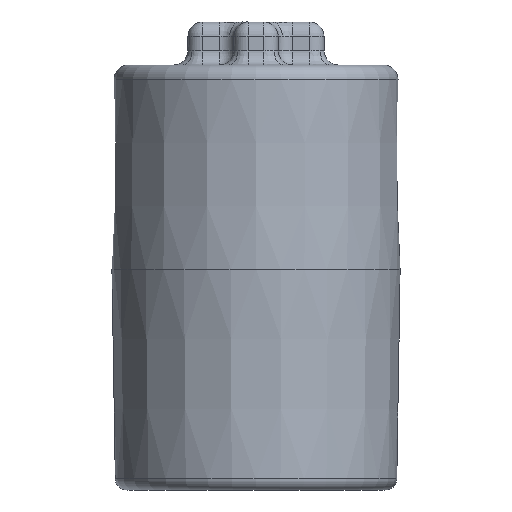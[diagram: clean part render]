
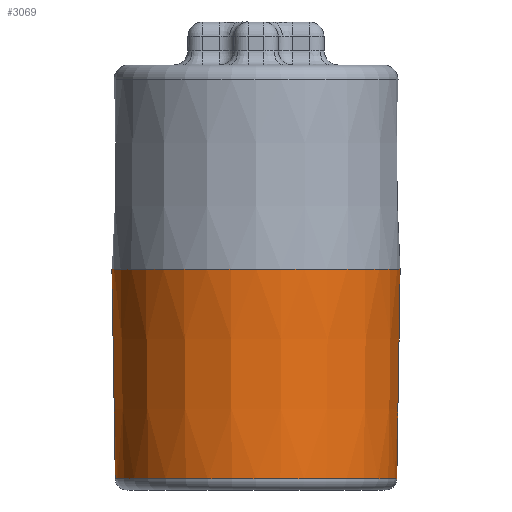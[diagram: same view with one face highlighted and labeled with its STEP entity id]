
A CAD part, left-side view. The second image highlights one B-rep face of the part: STEP entity #3069.
In plain terms, the highlighted conical face has half-angle 0.921 degrees and reference radius 2.427 mm.
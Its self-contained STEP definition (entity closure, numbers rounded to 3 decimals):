
#346=FACE_OUTER_BOUND('',#552,.T.);
#552=EDGE_LOOP('',(#2209,#2210,#2211,#2212,#2213,#2214,#2215,#2216,#2217));
#738=LINE('',#5385,#916);
#739=LINE('',#5388,#917);
#740=LINE('',#5389,#918);
#916=VECTOR('',#3994,10.);
#917=VECTOR('',#3997,10.);
#918=VECTOR('',#3998,2.427);
#1153=CIRCLE('',#3380,2.45);
#1156=CIRCLE('',#3384,2.509);
#1157=CIRCLE('',#3385,2.509);
#1158=CIRCLE('',#3386,2.509);
#1159=CIRCLE('',#3388,2.493);
#1412=VERTEX_POINT('',#5365);
#1415=VERTEX_POINT('',#5373);
#1416=VERTEX_POINT('',#5375);
#1417=VERTEX_POINT('',#5377);
#1418=VERTEX_POINT('',#5380);
#1419=VERTEX_POINT('',#5384);
#1420=VERTEX_POINT('',#5386);
#1701=EDGE_CURVE('',#1412,#1412,#1153,.T.);
#1705=EDGE_CURVE('',#1415,#1416,#1156,.T.);
#1706=EDGE_CURVE('',#1416,#1417,#1157,.T.);
#1708=EDGE_CURVE('',#1417,#1418,#1158,.T.);
#1710=EDGE_CURVE('',#1419,#1415,#738,.T.);
#1711=EDGE_CURVE('',#1420,#1419,#1159,.T.);
#1712=EDGE_CURVE('',#1418,#1420,#739,.T.);
#1713=EDGE_CURVE('',#1416,#1412,#740,.T.);
#2209=ORIENTED_EDGE('',*,*,#1705,.F.);
#2210=ORIENTED_EDGE('',*,*,#1710,.F.);
#2211=ORIENTED_EDGE('',*,*,#1711,.F.);
#2212=ORIENTED_EDGE('',*,*,#1712,.F.);
#2213=ORIENTED_EDGE('',*,*,#1708,.F.);
#2214=ORIENTED_EDGE('',*,*,#1706,.F.);
#2215=ORIENTED_EDGE('',*,*,#1713,.T.);
#2216=ORIENTED_EDGE('',*,*,#1701,.T.);
#2217=ORIENTED_EDGE('',*,*,#1713,.F.);
#3037=CONICAL_SURFACE('',#3387,2.427,0.016);
#3069=ADVANCED_FACE('',(#346),#3037,.T.);
#3380=AXIS2_PLACEMENT_3D('',#5367,#3975,#3976);
#3384=AXIS2_PLACEMENT_3D('',#5376,#3984,#3985);
#3385=AXIS2_PLACEMENT_3D('',#5378,#3986,#3987);
#3386=AXIS2_PLACEMENT_3D('',#5381,#3989,#3990);
#3387=AXIS2_PLACEMENT_3D('',#5383,#3992,#3993);
#3388=AXIS2_PLACEMENT_3D('',#5387,#3995,#3996);
#3975=DIRECTION('center_axis',(0.,0.,1.));
#3976=DIRECTION('ref_axis',(0.,-1.,0.));
#3984=DIRECTION('center_axis',(0.,0.,1.));
#3985=DIRECTION('ref_axis',(0.,-1.,0.));
#3986=DIRECTION('center_axis',(0.,0.,1.));
#3987=DIRECTION('ref_axis',(0.,-1.,0.));
#3989=DIRECTION('center_axis',(0.,0.,1.));
#3990=DIRECTION('ref_axis',(0.,-1.,0.));
#3992=DIRECTION('center_axis',(0.,0.,1.));
#3993=DIRECTION('ref_axis',(0.,-1.,0.));
#3994=DIRECTION('',(0.014,0.009,1.));
#3995=DIRECTION('center_axis',(0.,0.,1.));
#3996=DIRECTION('ref_axis',(1.,0.,0.));
#3997=DIRECTION('',(-0.014,0.009,-1.));
#3998=DIRECTION('',(0.,-0.016,-1.));
#5365=CARTESIAN_POINT('',(33.958,4.45,-46.103));
#5367=CARTESIAN_POINT('Origin',(33.958,2.,-46.103));
#5373=CARTESIAN_POINT('',(36.259,3.,-42.45));
#5375=CARTESIAN_POINT('',(33.958,4.508,-42.45));
#5376=CARTESIAN_POINT('Origin',(33.958,2.,-42.45));
#5377=CARTESIAN_POINT('',(31.45,2.,-42.45));
#5378=CARTESIAN_POINT('Origin',(33.958,2.,-42.45));
#5380=CARTESIAN_POINT('',(36.259,1.,-42.45));
#5381=CARTESIAN_POINT('Origin',(33.958,2.,-42.45));
#5383=CARTESIAN_POINT('Origin',(33.958,2.,-47.509));
#5384=CARTESIAN_POINT('',(36.245,2.991,-43.45));
#5385=CARTESIAN_POINT('',(36.245,2.991,-43.45));
#5386=CARTESIAN_POINT('',(36.245,1.009,-43.45));
#5387=CARTESIAN_POINT('Origin',(33.958,2.,-43.45));
#5388=CARTESIAN_POINT('',(36.259,1.,-42.45));
#5389=CARTESIAN_POINT('',(33.958,4.427,-47.509));
